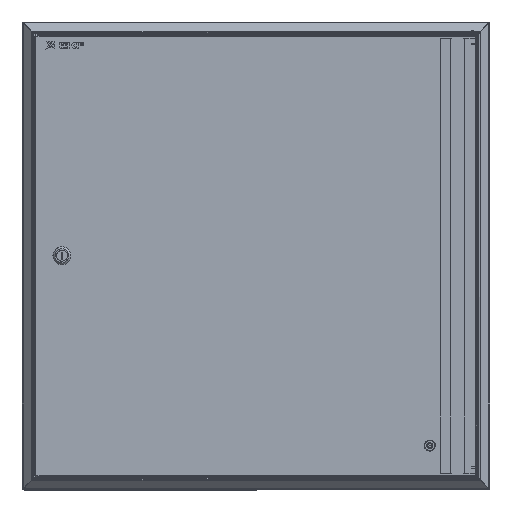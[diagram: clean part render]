
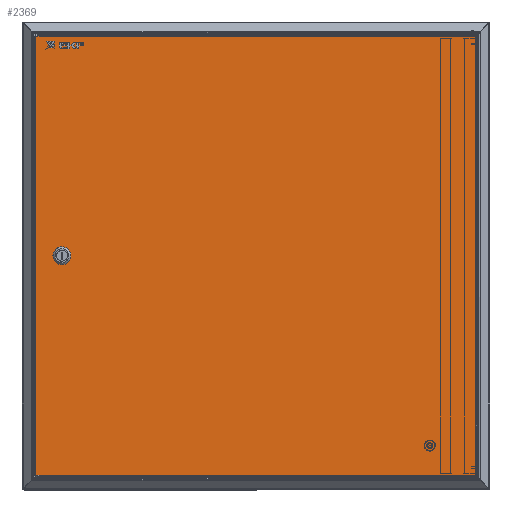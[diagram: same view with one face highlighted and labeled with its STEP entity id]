
A CAD part, top view. The second image highlights one B-rep face of the part: STEP entity #2369.
In plain terms, the highlighted planar face has unit normal (0, 0, 1).
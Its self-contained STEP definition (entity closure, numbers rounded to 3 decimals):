
#2 = EDGE_LOOP ( 'NONE', ( #28994, #10568 ) ) ;
#36 = ORIENTED_EDGE ( 'NONE', *, *, #26793, .T. ) ;
#877 = VERTEX_POINT ( 'NONE', #27195 ) ;
#1289 = DIRECTION ( 'NONE',  ( 1., 0., 0. ) ) ;
#1999 = VECTOR ( 'NONE', #17891, 1000. ) ;
#2369 = ADVANCED_FACE ( 'NONE', ( #3383, #21289, #26558 ), #15520, .F. ) ;
#2548 = ORIENTED_EDGE ( 'NONE', *, *, #16739, .T. ) ;
#2637 = DIRECTION ( 'NONE',  ( 0., 1., 0. ) ) ;
#3383 = FACE_BOUND ( 'NONE', #2, .T. ) ;
#4467 = CARTESIAN_POINT ( 'NONE',  ( 0., 565.56, 0. ) ) ;
#4710 = VECTOR ( 'NONE', #2637, 1000. ) ;
#4839 = CARTESIAN_POINT ( 'NONE',  ( 41.8, 287.279, 0. ) ) ;
#4849 = VECTOR ( 'NONE', #25466, 1000. ) ;
#5129 = EDGE_CURVE ( 'NONE', #20423, #18276, #6072, .T. ) ;
#5151 = CARTESIAN_POINT ( 'NONE',  ( 505.4, 40., 0. ) ) ;
#5247 = CARTESIAN_POINT ( 'NONE',  ( 24.8, 279.981, 0. ) ) ;
#5414 = CIRCLE ( 'NONE', #8815, 9.25 ) ;
#5651 = CARTESIAN_POINT ( 'NONE',  ( 0., 1.7, 0. ) ) ;
#6014 = EDGE_LOOP ( 'NONE', ( #25335, #17913, #13660, #14115 ) ) ;
#6020 = EDGE_CURVE ( 'NONE', #7201, #20112, #5414, .T. ) ;
#6072 = CIRCLE ( 'NONE', #14015, 0.5 ) ;
#6080 = CARTESIAN_POINT ( 'NONE',  ( 0., 1.7, 0. ) ) ;
#6114 = EDGE_CURVE ( 'NONE', #20112, #26292, #13088, .T. ) ;
#6627 = CARTESIAN_POINT ( 'NONE',  ( 0., 0., 0. ) ) ;
#7201 = VERTEX_POINT ( 'NONE', #5247 ) ;
#7415 = DIRECTION ( 'NONE',  ( -1., 0., 0. ) ) ;
#7562 = ORIENTED_EDGE ( 'NONE', *, *, #16948, .T. ) ;
#8815 = AXIS2_PLACEMENT_3D ( 'NONE', #28173, #14723, #1289 ) ;
#8882 = DIRECTION ( 'NONE',  ( -1., 0., 0. ) ) ;
#8900 = EDGE_CURVE ( 'NONE', #26292, #22475, #20310, .T. ) ;
#9552 = VERTEX_POINT ( 'NONE', #24663 ) ;
#9779 = CARTESIAN_POINT ( 'NONE',  ( 564.523, 565.56, 0. ) ) ;
#10186 = LINE ( 'NONE', #20522, #16851 ) ;
#10568 = ORIENTED_EDGE ( 'NONE', *, *, #15831, .T. ) ;
#10763 = VERTEX_POINT ( 'NONE', #4467 ) ;
#10859 = CIRCLE ( 'NONE', #24347, 0.5 ) ;
#11271 = DIRECTION ( 'NONE',  ( 0., 0., 1. ) ) ;
#11506 = DIRECTION ( 'NONE',  ( 0., -1., 0. ) ) ;
#11661 = AXIS2_PLACEMENT_3D ( 'NONE', #24705, #11271, #26936 ) ;
#13088 = LINE ( 'NONE', #4839, #4710 ) ;
#13132 = CARTESIAN_POINT ( 'NONE',  ( 505.4, 40., 0. ) ) ;
#13660 = ORIENTED_EDGE ( 'NONE', *, *, #6114, .F. ) ;
#14015 = AXIS2_PLACEMENT_3D ( 'NONE', #13132, #28830, #15374 ) ;
#14031 = CARTESIAN_POINT ( 'NONE',  ( 24.8, 287.279, 0. ) ) ;
#14115 = ORIENTED_EDGE ( 'NONE', *, *, #6020, .F. ) ;
#14655 = EDGE_CURVE ( 'NONE', #22475, #7201, #10186, .T. ) ;
#14723 = DIRECTION ( 'NONE',  ( 0., 0., 1. ) ) ;
#15374 = DIRECTION ( 'NONE',  ( -1., 0., 0. ) ) ;
#15513 = CARTESIAN_POINT ( 'NONE',  ( 41.8, 279.981, 0. ) ) ;
#15520 = PLANE ( 'NONE',  #26190 ) ;
#15649 = CARTESIAN_POINT ( 'NONE',  ( 0., 0., 0. ) ) ;
#15673 = LINE ( 'NONE', #5651, #27604 ) ;
#15831 = EDGE_CURVE ( 'NONE', #18276, #20423, #10859, .T. ) ;
#15931 = ORIENTED_EDGE ( 'NONE', *, *, #26583, .T. ) ;
#16739 = EDGE_CURVE ( 'NONE', #877, #9552, #27995, .T. ) ;
#16851 = VECTOR ( 'NONE', #11506, 1000. ) ;
#16948 = EDGE_CURVE ( 'NONE', #9552, #10763, #22009, .T. ) ;
#17891 = DIRECTION ( 'NONE',  ( 0., -1., 0. ) ) ;
#17913 = ORIENTED_EDGE ( 'NONE', *, *, #8900, .F. ) ;
#18276 = VERTEX_POINT ( 'NONE', #27680 ) ;
#19052 = DIRECTION ( 'NONE',  ( 1., 0., 0. ) ) ;
#19193 = CARTESIAN_POINT ( 'NONE',  ( 504.9, 40., 0. ) ) ;
#19243 = VERTEX_POINT ( 'NONE', #6080 ) ;
#19871 = LINE ( 'NONE', #15649, #1999 ) ;
#20112 = VERTEX_POINT ( 'NONE', #15513 ) ;
#20310 = CIRCLE ( 'NONE', #11661, 9.25 ) ;
#20423 = VERTEX_POINT ( 'NONE', #19193 ) ;
#20522 = CARTESIAN_POINT ( 'NONE',  ( 24.8, 287.279, 0. ) ) ;
#20809 = DIRECTION ( 'NONE',  ( 0., 0., -1. ) ) ;
#21289 = FACE_BOUND ( 'NONE', #6014, .T. ) ;
#22009 = LINE ( 'NONE', #9779, #4849 ) ;
#22294 = DIRECTION ( 'NONE',  ( 0., 0., -1. ) ) ;
#22475 = VERTEX_POINT ( 'NONE', #14031 ) ;
#24347 = AXIS2_PLACEMENT_3D ( 'NONE', #5151, #20809, #7415 ) ;
#24663 = CARTESIAN_POINT ( 'NONE',  ( 563.7, 565.56, 0. ) ) ;
#24705 = CARTESIAN_POINT ( 'NONE',  ( 33.3, 283.63, 0. ) ) ;
#25335 = ORIENTED_EDGE ( 'NONE', *, *, #14655, .F. ) ;
#25466 = DIRECTION ( 'NONE',  ( -1., 0., 0. ) ) ;
#26190 = AXIS2_PLACEMENT_3D ( 'NONE', #6627, #22294, #8882 ) ;
#26292 = VERTEX_POINT ( 'NONE', #27625 ) ;
#26558 = FACE_OUTER_BOUND ( 'NONE', #26986, .T. ) ;
#26583 = EDGE_CURVE ( 'NONE', #10763, #19243, #19871, .T. ) ;
#26594 = VECTOR ( 'NONE', #29020, 1000. ) ;
#26755 = CARTESIAN_POINT ( 'NONE',  ( 563.7, 0.877, 0. ) ) ;
#26793 = EDGE_CURVE ( 'NONE', #19243, #877, #15673, .T. ) ;
#26936 = DIRECTION ( 'NONE',  ( 1., 0., 0. ) ) ;
#26986 = EDGE_LOOP ( 'NONE', ( #2548, #7562, #15931, #36 ) ) ;
#27195 = CARTESIAN_POINT ( 'NONE',  ( 563.7, 1.7, 0. ) ) ;
#27604 = VECTOR ( 'NONE', #19052, 1000. ) ;
#27625 = CARTESIAN_POINT ( 'NONE',  ( 41.8, 287.279, 0. ) ) ;
#27680 = CARTESIAN_POINT ( 'NONE',  ( 505.9, 40., 0. ) ) ;
#27995 = LINE ( 'NONE', #26755, #26594 ) ;
#28173 = CARTESIAN_POINT ( 'NONE',  ( 33.3, 283.63, 0. ) ) ;
#28830 = DIRECTION ( 'NONE',  ( 0., 0., -1. ) ) ;
#28994 = ORIENTED_EDGE ( 'NONE', *, *, #5129, .T. ) ;
#29020 = DIRECTION ( 'NONE',  ( 0., 1., 0. ) ) ;
